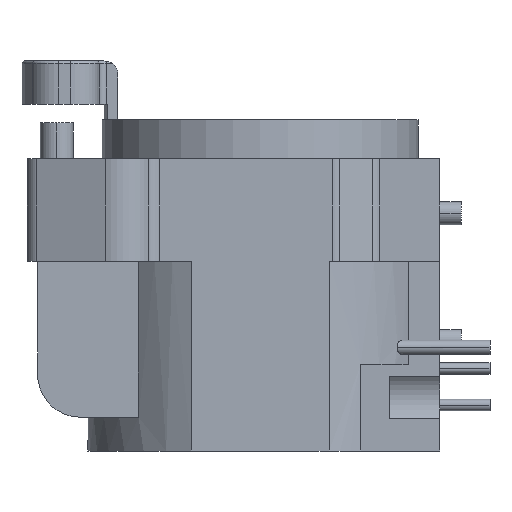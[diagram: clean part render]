
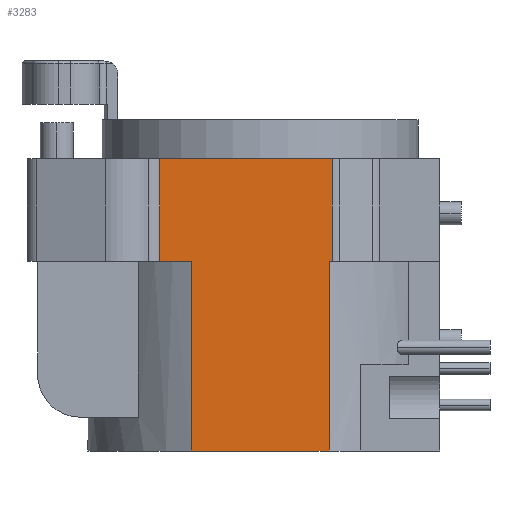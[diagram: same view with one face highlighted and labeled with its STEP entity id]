
A CAD part, left-side view. The second image highlights one B-rep face of the part: STEP entity #3283.
In plain terms, the highlighted planar face has unit normal (-1, 0, 0).
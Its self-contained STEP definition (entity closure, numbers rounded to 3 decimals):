
#247=DIRECTION('',(0.,1.,0.));
#248=VECTOR('',#247,9.592);
#249=CARTESIAN_POINT('',(-11.,-4.796,-20.35));
#250=LINE('',#249,#248);
#812=DIRECTION('',(0.,1.,0.));
#813=VECTOR('',#812,0.232);
#814=CARTESIAN_POINT('',(-11.,-5.028,-7.15));
#815=LINE('',#814,#813);
#816=DIRECTION('',(0.,0.,-1.));
#817=VECTOR('',#816,13.2);
#818=CARTESIAN_POINT('',(-11.,-4.796,-7.15));
#819=LINE('',#818,#817);
#820=DIRECTION('',(0.,0.,-1.));
#821=VECTOR('',#820,13.2);
#822=CARTESIAN_POINT('',(-11.,4.796,-7.15));
#823=LINE('',#822,#821);
#824=DIRECTION('',(0.,1.,0.));
#825=VECTOR('',#824,2.18);
#826=CARTESIAN_POINT('',(-11.,4.796,-7.15));
#827=LINE('',#826,#825);
#828=DIRECTION('',(0.,0.,-1.));
#829=VECTOR('',#828,7.15);
#830=CARTESIAN_POINT('',(-11.,-5.028,0.));
#831=LINE('',#830,#829);
#837=DIRECTION('',(0.,0.,-1.));
#838=VECTOR('',#837,7.15);
#839=CARTESIAN_POINT('',(-11.,6.976,0.));
#840=LINE('',#839,#838);
#986=DIRECTION('',(0.,1.,0.));
#987=VECTOR('',#986,5.028);
#988=CARTESIAN_POINT('',(-11.,-5.028,0.));
#989=LINE('',#988,#987);
#1028=DIRECTION('',(0.,1.,0.));
#1029=VECTOR('',#1028,6.976);
#1030=CARTESIAN_POINT('',(-11.,0.,0.));
#1031=LINE('',#1030,#1029);
#2046=CARTESIAN_POINT('',(-11.,0.,0.));
#2047=VERTEX_POINT('',#2046);
#2146=CARTESIAN_POINT('',(-11.,-5.028,0.));
#2147=VERTEX_POINT('',#2146);
#2148=CARTESIAN_POINT('',(-11.,6.976,0.));
#2150=VERTEX_POINT('',#2148);
#2176=CARTESIAN_POINT('',(-11.,4.796,-20.35));
#2178=VERTEX_POINT('',#2176);
#2194=CARTESIAN_POINT('',(-11.,-5.028,-7.15));
#2195=VERTEX_POINT('',#2194);
#2196=CARTESIAN_POINT('',(-11.,-4.796,-7.15));
#2197=VERTEX_POINT('',#2196);
#2198=CARTESIAN_POINT('',(-11.,4.796,-7.15));
#2199=CARTESIAN_POINT('',(-11.,6.976,-7.15));
#2200=VERTEX_POINT('',#2198);
#2201=VERTEX_POINT('',#2199);
#2202=CARTESIAN_POINT('',(-11.,-4.796,-20.35));
#2203=VERTEX_POINT('',#2202);
#3264=CARTESIAN_POINT('',(-11.,-5.028,0.));
#3265=DIRECTION('',(1.,0.,0.));
#3266=DIRECTION('',(0.,1.,0.));
#3267=AXIS2_PLACEMENT_3D('',#3264,#3265,#3266);
#3268=PLANE('',#3267);
#3269=ORIENTED_EDGE('',*,*,#2503,.T.);
#3270=ORIENTED_EDGE('',*,*,#2385,.T.);
#3271=ORIENTED_EDGE('',*,*,#2349,.T.);
#3272=ORIENTED_EDGE('',*,*,#2365,.F.);
#3273=ORIENTED_EDGE('',*,*,#2547,.T.);
#3275=ORIENTED_EDGE('',*,*,#3274,.F.);
#3277=ORIENTED_EDGE('',*,*,#3276,.F.);
#3279=ORIENTED_EDGE('',*,*,#3278,.F.);
#3280=ORIENTED_EDGE('',*,*,#3256,.T.);
#3281=EDGE_LOOP('',(#3269,#3270,#3271,#3272,#3273,#3275,#3277,#3279,#3280));
#3282=FACE_OUTER_BOUND('',#3281,.F.);
#2349=EDGE_CURVE('',#2203,#2178,#250,.T.);
#2365=EDGE_CURVE('',#2200,#2178,#823,.T.);
#2385=EDGE_CURVE('',#2197,#2203,#819,.T.);
#2503=EDGE_CURVE('',#2195,#2197,#815,.T.);
#2547=EDGE_CURVE('',#2200,#2201,#827,.T.);
#3256=EDGE_CURVE('',#2147,#2195,#831,.T.);
#3274=EDGE_CURVE('',#2150,#2201,#840,.T.);
#3276=EDGE_CURVE('',#2047,#2150,#1031,.T.);
#3278=EDGE_CURVE('',#2147,#2047,#989,.T.);
#3283=ADVANCED_FACE('',(#3282),#3268,.F.);
